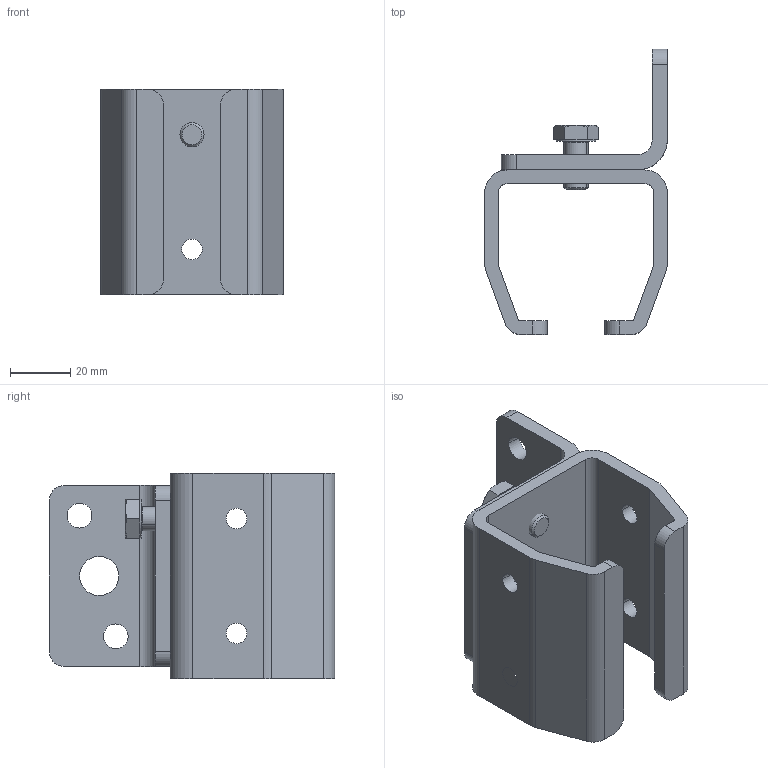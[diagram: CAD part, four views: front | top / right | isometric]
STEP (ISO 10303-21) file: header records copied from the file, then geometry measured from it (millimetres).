
FILE_DESCRIPTION (( 'STEP AP203' ), '1' );
FILE_NAME ('1.24.B01.STEP', '2019-05-27T12:21:15', ( '' ), ( '' ), 'SwSTEP 2.0', 'SolidWorks 2018', '' );
FILE_SCHEMA (( 'CONFIG_CONTROL_DESIGN' ));
Length unit declared in the file: millimetre
Products named in the file (1): 1.24.B01
Bounding box: 60.5 x 94.5 x 68 mm (x, y, z)
Surface area: 38642.5 mm2 (no closed solid volume)
Topology: 0 solids, 3 shells, 123 faces, 313 edges, 203 vertices
Faces by surface type: cylinder 51, plane 44, cone 14, torus 8, sphere 6
Entity records: 3924 total; most frequent: CARTESIAN_POINT 708, DIRECTION 707, ORIENTED_EDGE 622, EDGE_CURVE 313, AXIS2_PLACEMENT_3D 282, VERTEX_POINT 203, CIRCLE 158, EDGE_LOOP 152
